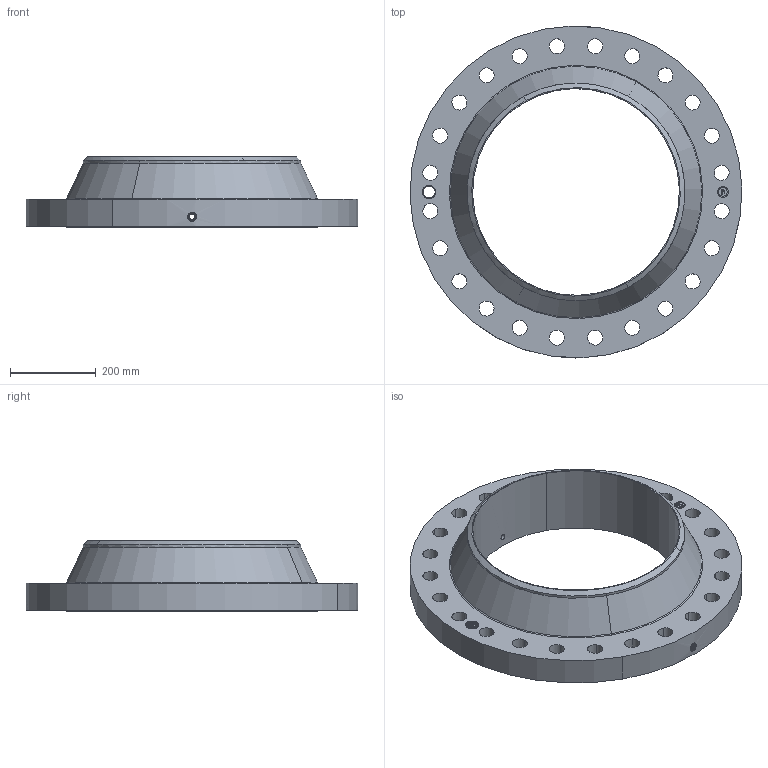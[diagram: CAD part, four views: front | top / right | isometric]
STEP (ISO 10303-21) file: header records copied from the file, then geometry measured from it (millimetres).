
FILE_DESCRIPTION(('3D STEP'),'2;1');
FILE_NAME('20-300-RF-WELD-NECK-30-ORIF-FLANGE.stp','2013-10-20T18:14:28+00:00',('Texas Flange'),(''),'CATIA Version 5 Release 20 SP 6 (IN-10)','CATIA V5 STEP AP214','800-826-3801');
FILE_SCHEMA(('AUTOMOTIVE_DESIGN { 1 0 10303 214 1 1 1 1 }'));
Length unit declared in the file: inch
Products named in the file (1): 20-300-RF-WELD-NECK-30-ORIF-FLANGE
Bounding box: 774.48 x 774.7 x 163.58 mm (x, y, z)
Volume: 21571770.6 mm3; surface area: 1229910 mm2
Topology: 1 solids, 1 shells, 818 faces, 2229 edges, 1432 vertices
Faces by surface type: plane 369, bspline 262, cylinder 131, cone 50, revolution 4, torus 2
Entity records: 34241 total; most frequent: CARTESIAN_POINT 13945, ORIENTED_EDGE 4458, EDGE_CURVE 2229, DIRECTION 2205, VERTEX_POINT 1432, VECTOR 1220, LINE 1220, EDGE_LOOP 893
